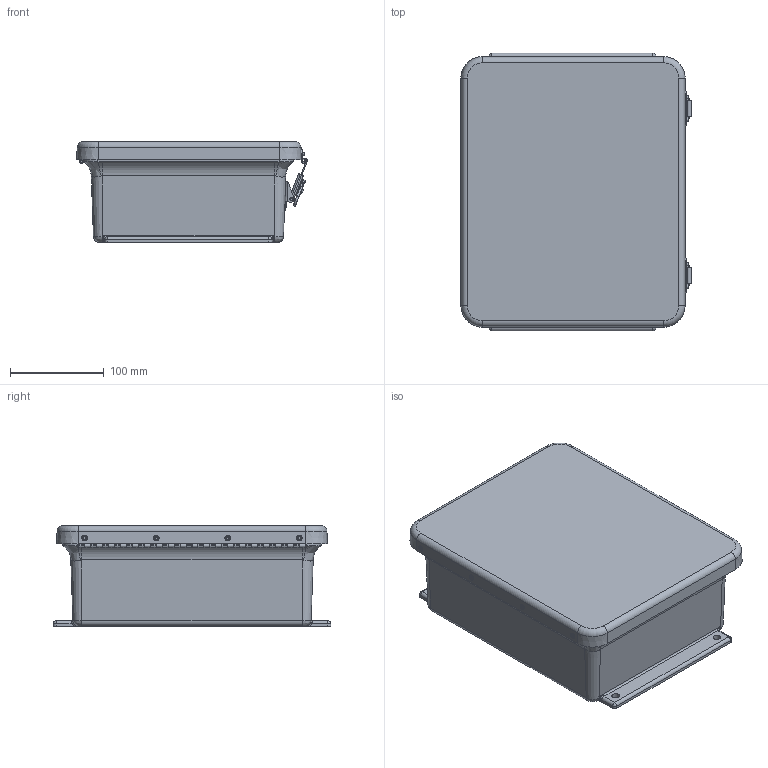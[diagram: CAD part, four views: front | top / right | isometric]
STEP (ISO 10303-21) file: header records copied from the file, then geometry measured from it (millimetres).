
FILE_DESCRIPTION(/* description */ ('BOX'),/* implementation_level */ '2;1');
FILE_NAME(/* name */ 'HW-J1008CHTL.stp',/* time_stamp */ '2016-08-19T09:05:35-05:00',/* author */ ('lieb_t'),/* organization */ (''),/* preprocessor_version */ 'ST-DEVELOPER v16.5',/* originating_system */ 'Autodesk Inventor 2017',/* authorisation */ '');
FILE_SCHEMA (('CONFIG_CONTROL_DESIGN'));
Length unit declared in the file: inch
Products named in the file (24): HW-J1008CHTL; WP108H&LBOX; WP108HLU; WP108H&LCVR; RMGAS_WP108HCVR; RMINS45821P; RMHING9-1-2; RMHING9-1-2_Box; RMHING9-1-2_Cover; RMHING9-1-2_Pin; RMRIV43; RMLATJLL150; SW3dPS-K3-2347-52_K3_Rivet; SW3dPS-K3-2347-52_K3-2347-07_K3_Slide_No.3_Link_Lock_clf; SW3dPS-K3-2347-52_k3_anchor_plate_clf; SW3dPS-K3-2347-52_k3_Link_Lock_Housing; SW3dPS-K3-2347-52_k3_upper_cam_clf1; SW3dPS-K3-2347-52_k3_wing_clf1; SW3dPS-K3-2347-52_K3_Rivet_Anchor_Plate; SW3dPS-K3-2347-52_k3_cam_lower_clf; SW3dPS-K3-2347-52_k3_cap_spring_clf; RMKEEPLL150; SW3dPS-K3-0334-52_K3-0334-07; RMRIV44
Assembly tree (38 placements, depth 3):
  HW-J1008CHTL
    WP108H&LBOX
    WP108HLU
      WP108H&LCVR
      RMGAS_WP108HCVR
    RMINS45821P  x4
    RMHING9-1-2
      RMHING9-1-2_Box
      RMHING9-1-2_Cover
      RMHING9-1-2_Pin
      RMRIV43  x8
    RMLATJLL150  x2
      SW3dPS-K3-2347-52_K3_Rivet
      SW3dPS-K3-2347-52_K3-2347-07_K3_Slide_No.3_Link_Lock_clf
      SW3dPS-K3-2347-52_k3_anchor_plate_clf
      SW3dPS-K3-2347-52_k3_Link_Lock_Housing
      SW3dPS-K3-2347-52_k3_upper_cam_clf1
      SW3dPS-K3-2347-52_k3_wing_clf1
      SW3dPS-K3-2347-52_K3_Rivet_Anchor_Plate
      SW3dPS-K3-2347-52_k3_cam_lower_clf
      SW3dPS-K3-2347-52_k3_cap_spring_clf
      RMRIV44
    RMKEEPLL150  x2
      SW3dPS-K3-0334-52_K3-0334-07
      RMRIV44
Bounding box: 245.76 x 295.4 x 107.53 mm (x, y, z)
Volume: 987004.4 mm3; surface area: 539225.3 mm2
Topology: 46 solids, 46 shells, 1097 faces, 2683 edges, 1726 vertices
Faces by surface type: plane 456, cylinder 453, bspline 72, torus 68, cone 30, sphere 18
Full cylindrical faces by diameter (mm): 1.702 x2, 2.159 x39, 2.21 x2, 2.489 x4, 2.64 x16, 2.794 x2, 3.175 x18, 3.3 x4, 3.327 x8, 3.378 x4, 3.429 x2, 3.556 x18, 3.861 x8, 4.039 x4, 4.572 x2, 4.75 x4, 4.8 x2, 4.851 x4, 5.41 x2, 5.537 x4, 6.35 x2, 6.858 x4, 7.264 x2, 7.925 x4, 13.335 x2, 13.589 x2, 15.494 x2, 16.764 x2
Entity records: 26314 total; most frequent: CARTESIAN_POINT 6191, DIRECTION 4218, ORIENTED_EDGE 3750, EDGE_CURVE 1875, AXIS2_PLACEMENT_3D 1631, VERTEX_POINT 1253, EDGE_LOOP 1112, LINE 956
